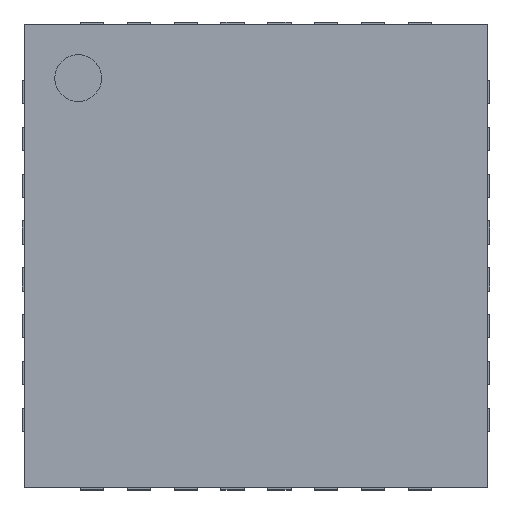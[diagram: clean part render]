
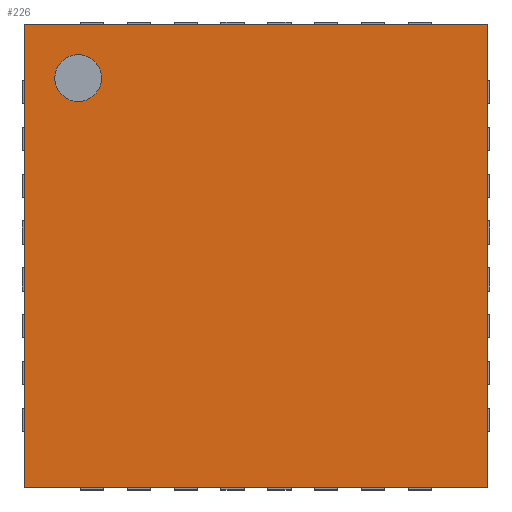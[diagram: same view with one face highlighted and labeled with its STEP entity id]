
A CAD part, top view. The second image highlights one B-rep face of the part: STEP entity #226.
In plain terms, the highlighted planar face has unit normal (0, 0, 1).
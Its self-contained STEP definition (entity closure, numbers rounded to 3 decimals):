
#13=DIRECTION('',(0.,0.,1.));
#20=ORIENTED_EDGE('',*,*,#21,.F.);
#21=EDGE_CURVE('',#22,#24,#26,.T.);
#22=VERTEX_POINT('',#23);
#23=CARTESIAN_POINT('',(-2.475,2.475,0.85));
#24=VERTEX_POINT('',#25);
#25=CARTESIAN_POINT('',(2.475,2.475,0.85));
#26=LINE('',#23,#27);
#27=VECTOR('',#28,1.);
#28=DIRECTION('',(1.,0.,0.));
#225=DIRECTION('',(0.,-1.,0.));
#226=ADVANCED_FACE('',(#227,#243),#253,.T.);
#227=FACE_BOUND('',#228,.T.);
#228=EDGE_LOOP('',(#20,#229,#235,#240));
#229=ORIENTED_EDGE('',*,*,#230,.T.);
#230=EDGE_CURVE('',#22,#231,#233,.T.);
#231=VERTEX_POINT('',#232);
#232=CARTESIAN_POINT('',(-2.475,-2.475,0.85));
#233=LINE('',#23,#234);
#234=VECTOR('',#225,1.);
#235=ORIENTED_EDGE('',*,*,#236,.T.);
#236=EDGE_CURVE('',#231,#237,#239,.T.);
#237=VERTEX_POINT('',#238);
#238=CARTESIAN_POINT('',(2.475,-2.475,0.85));
#239=LINE('',#232,#27);
#240=ORIENTED_EDGE('',*,*,#241,.F.);
#241=EDGE_CURVE('',#24,#237,#242,.T.);
#242=LINE('',#25,#234);
#243=FACE_BOUND('',#244,.T.);
#244=EDGE_LOOP('',(#245));
#245=ORIENTED_EDGE('',*,*,#246,.T.);
#246=EDGE_CURVE('',#247,#247,#249,.T.);
#247=VERTEX_POINT('',#248);
#248=CARTESIAN_POINT('',(-1.9,1.65,0.85));
#249=CIRCLE('',#250,0.25);
#250=AXIS2_PLACEMENT_3D('',#251,#252,#225);
#251=CARTESIAN_POINT('',(-1.9,1.9,0.85));
#252=DIRECTION('',(0.,-0.,-1.));
#253=PLANE('',#254);
#254=AXIS2_PLACEMENT_3D('',#23,#13,#225);
